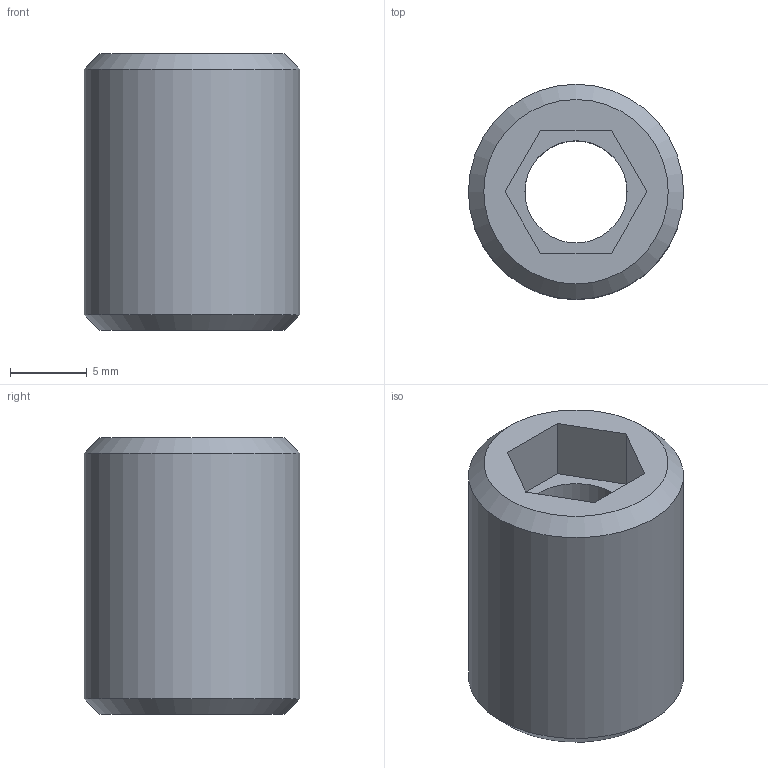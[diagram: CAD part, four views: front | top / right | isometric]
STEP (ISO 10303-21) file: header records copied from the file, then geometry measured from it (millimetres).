
FILE_DESCRIPTION(/* description */ (''),/* implementation_level */ '2;1');
FILE_NAME(/* name */ '18101_KriTec_Verbundmuffe_14x18_M8.stp',/* time_stamp */ '2014-09-05T15:02:52+02:00',/* author */ ('kostic'),/* organization */ (''),/* preprocessor_version */ 'ST-DEVELOPER v15.2',/* originating_system */ 'Autodesk Inventor 2014',/* authorisation */ '');
FILE_SCHEMA (('AUTOMOTIVE_DESIGN { 1 0 10303 214 3 1 1 }'));
Length unit declared in the file: millimetre
Products named in the file (1): 18101_KriTec_Verbundmuffe_14x18_M8
Bounding box: 14 x 14 x 18 mm (x, y, z)
Volume: 2021.5 mm3; surface area: 1379.2 mm2
Topology: 1 solids, 1 shells, 13 faces, 29 edges, 19 vertices
Faces by surface type: plane 9, cone 2, cylinder 2
Full cylindrical faces by diameter (mm): 6.647 x1, 14 x1
Entity records: 357 total; most frequent: DIRECTION 58, CARTESIAN_POINT 56, ORIENTED_EDGE 48, EDGE_CURVE 24, EDGE_LOOP 20, AXIS2_PLACEMENT_3D 20, LINE 18, VECTOR 18
